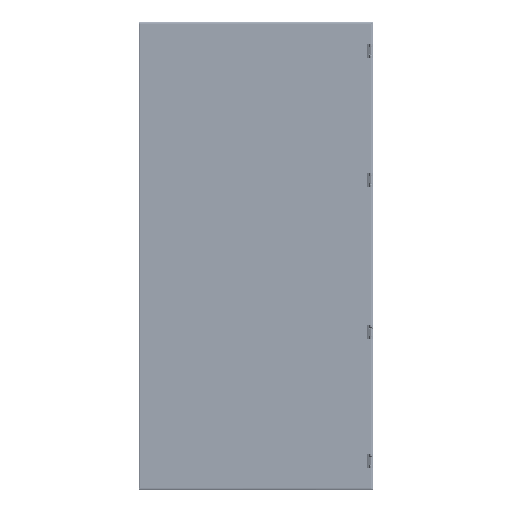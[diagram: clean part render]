
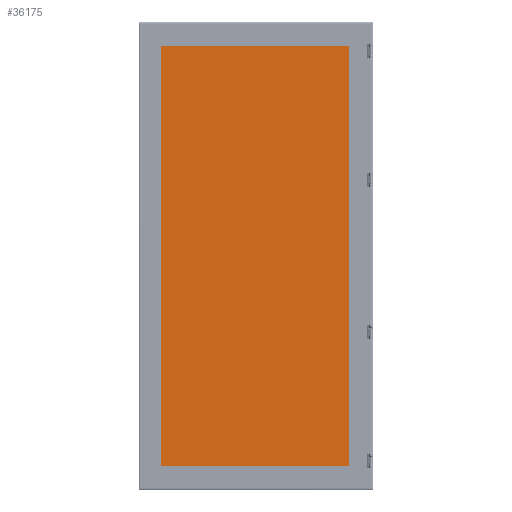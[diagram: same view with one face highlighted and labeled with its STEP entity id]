
A CAD part, top view. The second image highlights one B-rep face of the part: STEP entity #36175.
In plain terms, the highlighted planar face has unit normal (0, 0, 1).
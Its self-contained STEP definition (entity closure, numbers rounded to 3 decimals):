
#4428 = EDGE_CURVE ( 'NONE', #85366, #5600, #57751, .T. ) ;
#5600 = VERTEX_POINT ( 'NONE', #38197 ) ;
#9696 = VECTOR ( 'NONE', #24288, 1000. ) ;
#9808 = EDGE_CURVE ( 'NONE', #64850, #102675, #28960, .T. ) ;
#11725 = ORIENTED_EDGE ( 'NONE', *, *, #4428, .T. ) ;
#24288 = DIRECTION ( 'NONE',  ( 1., 0., 0. ) ) ;
#24460 = DIRECTION ( 'NONE',  ( 0., -1., 0. ) ) ;
#26019 = VECTOR ( 'NONE', #24460, 1000. ) ;
#28960 = LINE ( 'NONE', #71282, #105105 ) ;
#31902 = EDGE_CURVE ( 'NONE', #5600, #64850, #77031, .T. ) ;
#32179 = EDGE_LOOP ( 'NONE', ( #70608, #91622, #11725, #57250 ) ) ;
#36175 = ADVANCED_FACE ( 'NONE', ( #99852 ), #78337, .F. ) ;
#38197 = CARTESIAN_POINT ( 'NONE',  ( -423.25, -911.05, 4. ) ) ;
#42076 = LINE ( 'NONE', #73983, #120706 ) ;
#49481 = CARTESIAN_POINT ( 'NONE',  ( -423.25, 911.05, 4. ) ) ;
#57250 = ORIENTED_EDGE ( 'NONE', *, *, #31902, .T. ) ;
#57532 = DIRECTION ( 'NONE',  ( 0., 0., -1. ) ) ;
#57751 = LINE ( 'NONE', #68152, #26019 ) ;
#64850 = VERTEX_POINT ( 'NONE', #71334 ) ;
#68152 = CARTESIAN_POINT ( 'NONE',  ( -423.25, -911.05, 4. ) ) ;
#70608 = ORIENTED_EDGE ( 'NONE', *, *, #9808, .T. ) ;
#70951 = DIRECTION ( 'NONE',  ( -1., 0., 0. ) ) ;
#71282 = CARTESIAN_POINT ( 'NONE',  ( 423.25, -911.05, 4. ) ) ;
#71334 = CARTESIAN_POINT ( 'NONE',  ( 423.25, -911.05, 4. ) ) ;
#73983 = CARTESIAN_POINT ( 'NONE',  ( -423.25, 911.05, 4. ) ) ;
#77031 = LINE ( 'NONE', #110290, #9696 ) ;
#78337 = PLANE ( 'NONE',  #121054 ) ;
#85366 = VERTEX_POINT ( 'NONE', #49481 ) ;
#87367 = CARTESIAN_POINT ( 'NONE',  ( 423.25, 911.05, 4. ) ) ;
#88077 = DIRECTION ( 'NONE',  ( -1., 0., 0. ) ) ;
#91622 = ORIENTED_EDGE ( 'NONE', *, *, #132484, .T. ) ;
#99852 = FACE_OUTER_BOUND ( 'NONE', #32179, .T. ) ;
#102675 = VERTEX_POINT ( 'NONE', #87367 ) ;
#105105 = VECTOR ( 'NONE', #113595, 1000. ) ;
#110290 = CARTESIAN_POINT ( 'NONE',  ( -423.25, -911.05, 4. ) ) ;
#113595 = DIRECTION ( 'NONE',  ( 0., 1., 0. ) ) ;
#120706 = VECTOR ( 'NONE', #70951, 1000. ) ;
#121054 = AXIS2_PLACEMENT_3D ( 'NONE', #130341, #57532, #88077 ) ;
#130341 = CARTESIAN_POINT ( 'NONE',  ( 0., 0., 4. ) ) ;
#132484 = EDGE_CURVE ( 'NONE', #102675, #85366, #42076, .T. ) ;
